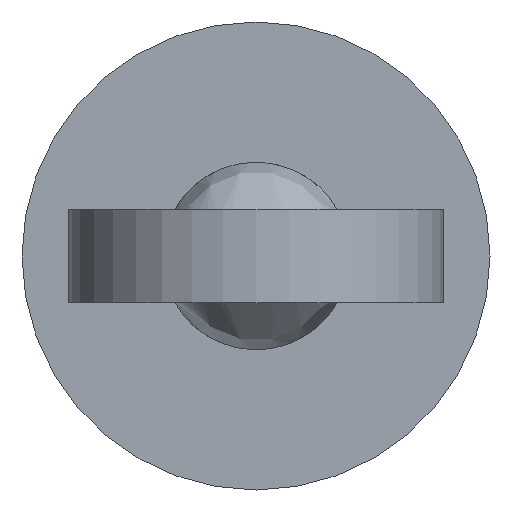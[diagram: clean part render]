
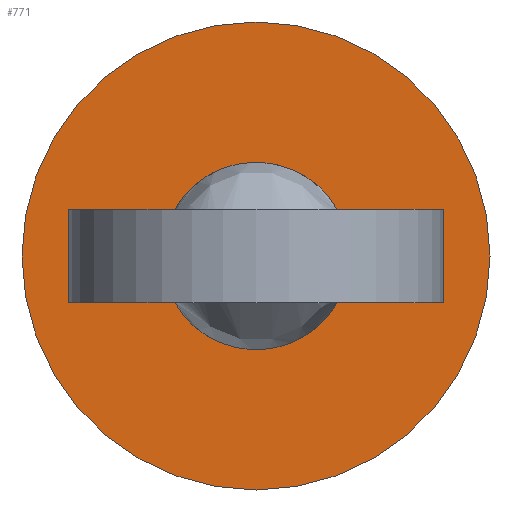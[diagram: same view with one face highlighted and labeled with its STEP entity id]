
A CAD part, left-side view. The second image highlights one B-rep face of the part: STEP entity #771.
In plain terms, the highlighted planar face has unit normal (-1, 0, 0).
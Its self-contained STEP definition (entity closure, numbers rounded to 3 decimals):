
#129=PLANE('',#841);
#162=FACE_BOUND('',#248,.T.);
#183=FACE_OUTER_BOUND('',#247,.T.);
#247=EDGE_LOOP('',(#551));
#248=EDGE_LOOP('',(#552));
#300=CIRCLE('',#826,3.);
#307=CIRCLE('',#840,7.5);
#356=VERTEX_POINT('',#1197);
#363=VERTEX_POINT('',#1218);
#428=EDGE_CURVE('',#356,#356,#300,.T.);
#435=EDGE_CURVE('',#363,#363,#307,.T.);
#551=ORIENTED_EDGE('',*,*,#435,.T.);
#552=ORIENTED_EDGE('',*,*,#428,.T.);
#771=ADVANCED_FACE('',(#183,#162),#129,.T.);
#826=AXIS2_PLACEMENT_3D('',#1198,#946,#947);
#840=AXIS2_PLACEMENT_3D('',#1219,#974,#975);
#841=AXIS2_PLACEMENT_3D('',#1220,#976,#977);
#946=DIRECTION('center_axis',(1.,0.,0.));
#947=DIRECTION('ref_axis',(0.,0.,1.));
#974=DIRECTION('center_axis',(-1.,0.,0.));
#975=DIRECTION('ref_axis',(0.,0.,1.));
#976=DIRECTION('center_axis',(-1.,0.,0.));
#977=DIRECTION('ref_axis',(0.,0.,1.));
#1197=CARTESIAN_POINT('',(0.,0.,-3.));
#1198=CARTESIAN_POINT('Origin',(0.,0.,0.));
#1218=CARTESIAN_POINT('',(0.,0.,7.5));
#1219=CARTESIAN_POINT('Origin',(0.,0.,0.));
#1220=CARTESIAN_POINT('Origin',(0.,0.,3.75));
